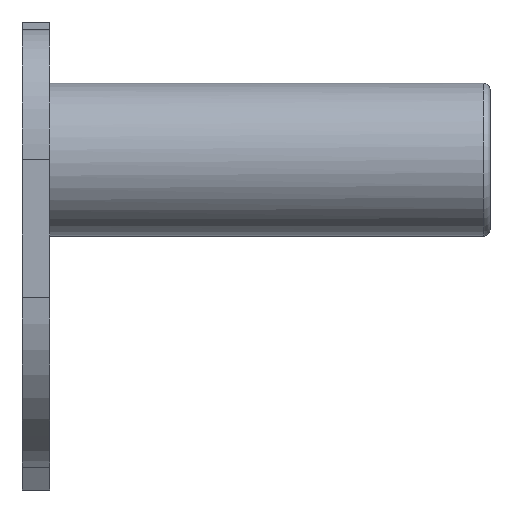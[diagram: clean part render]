
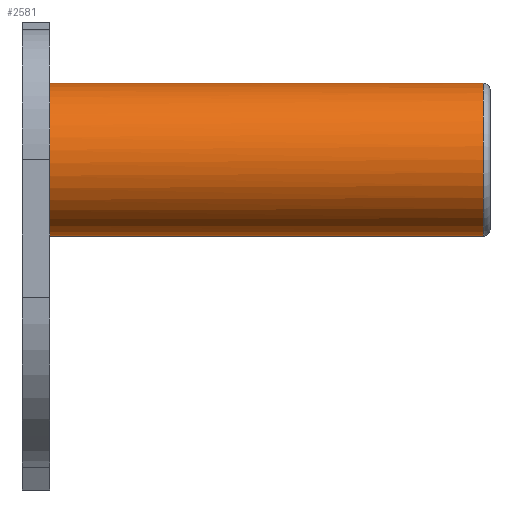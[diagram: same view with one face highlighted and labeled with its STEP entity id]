
A CAD part, left-side view. The second image highlights one B-rep face of the part: STEP entity #2581.
In plain terms, the highlighted cylindrical face has radius 5.56 mm (diameter 11.12 mm), a full revolution.
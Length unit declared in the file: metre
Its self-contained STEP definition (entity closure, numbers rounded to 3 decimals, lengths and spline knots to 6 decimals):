
#61=B_SPLINE_CURVE_WITH_KNOTS('',3,(#4165,#4166,#4167,#4168),
 .UNSPECIFIED.,.F.,.F.,(4,4),(0.,0.00243),.UNSPECIFIED.);
#62=B_SPLINE_CURVE_WITH_KNOTS('',3,(#4169,#4170,#4171,#4172),
 .UNSPECIFIED.,.F.,.F.,(4,4),(0.,0.00243),.UNSPECIFIED.);
#63=B_SPLINE_CURVE_WITH_KNOTS('',3,(#4181,#4182,#4183,#4184),
 .UNSPECIFIED.,.F.,.F.,(4,4),(0.,1.),.UNSPECIFIED.);
#88=CYLINDRICAL_SURFACE('',#2791,0.00556);
#212=LINE('',#4090,#414);
#222=LINE('',#4131,#424);
#238=LINE('',#4177,#440);
#414=VECTOR('',#3194,1.);
#424=VECTOR('',#3226,1.);
#440=VECTOR('',#3252,1.);
#679=ORIENTED_EDGE('',*,*,#1451,.F.);
#680=ORIENTED_EDGE('',*,*,#1467,.F.);
#681=ORIENTED_EDGE('',*,*,#1354,.F.);
#682=ORIENTED_EDGE('',*,*,#1468,.F.);
#683=ORIENTED_EDGE('',*,*,#1431,.T.);
#684=ORIENTED_EDGE('',*,*,#1469,.F.);
#685=ORIENTED_EDGE('',*,*,#1470,.T.);
#686=ORIENTED_EDGE('',*,*,#1471,.F.);
#687=ORIENTED_EDGE('',*,*,#1472,.T.);
#688=ORIENTED_EDGE('',*,*,#1473,.T.);
#1354=EDGE_CURVE('',#1750,#1751,#1990,.T.);
#1431=EDGE_CURVE('',#1828,#1827,#212,.T.);
#1451=EDGE_CURVE('',#1847,#1848,#222,.T.);
#1467=EDGE_CURVE('',#1751,#1847,#61,.T.);
#1468=EDGE_CURVE('',#1828,#1750,#62,.F.);
#1469=EDGE_CURVE('',#1848,#1827,#2023,.F.);
#1470=EDGE_CURVE('',#1863,#1864,#2024,.T.);
#1471=EDGE_CURVE('',#1865,#1864,#238,.T.);
#1472=EDGE_CURVE('',#1865,#1866,#2025,.T.);
#1473=EDGE_CURVE('',#1866,#1863,#63,.F.);
#1750=VERTEX_POINT('',#3925);
#1751=VERTEX_POINT('',#3926);
#1827=VERTEX_POINT('',#4089);
#1828=VERTEX_POINT('',#4091);
#1847=VERTEX_POINT('',#4130);
#1848=VERTEX_POINT('',#4132);
#1863=VERTEX_POINT('',#4175);
#1864=VERTEX_POINT('',#4176);
#1865=VERTEX_POINT('',#4178);
#1866=VERTEX_POINT('',#4180);
#1990=CIRCLE('',#2744,0.00556);
#2023=CIRCLE('',#2792,0.00556);
#2024=CIRCLE('',#2793,0.00556);
#2025=CIRCLE('',#2794,0.00556);
#2179=EDGE_LOOP('',(#679,#680,#681,#682,#683,#684));
#2180=EDGE_LOOP('',(#685,#686,#687,#688));
#2361=FACE_BOUND('',#2179,.T.);
#2362=FACE_BOUND('',#2180,.T.);
#2581=ADVANCED_FACE('',(#2361,#2362),#88,.T.);
#2744=AXIS2_PLACEMENT_3D('',#3924,#3072,#3073);
#2791=AXIS2_PLACEMENT_3D('',#4164,#3246,#3247);
#2792=AXIS2_PLACEMENT_3D('',#4173,#3248,#3249);
#2793=AXIS2_PLACEMENT_3D('',#4174,#3250,#3251);
#2794=AXIS2_PLACEMENT_3D('',#4179,#3253,#3254);
#3072=DIRECTION('',(0.,-1.,0.));
#3073=DIRECTION('',(0.,0.,-1.));
#3194=DIRECTION('',(0.,-1.,0.));
#3226=DIRECTION('',(0.,-1.,0.));
#3246=DIRECTION('',(0.,-1.,0.));
#3247=DIRECTION('',(0.,0.,1.));
#3248=DIRECTION('',(0.,1.,0.));
#3249=DIRECTION('',(0.,0.,1.));
#3250=DIRECTION('',(0.,-1.,0.));
#3251=DIRECTION('',(0.,0.,-1.));
#3252=DIRECTION('',(0.,-1.,0.));
#3253=DIRECTION('',(0.,-1.,0.));
#3254=DIRECTION('',(0.,0.,-1.));
#3924=CARTESIAN_POINT('',(-0.086772,0.052113,0.029105));
#3925=CARTESIAN_POINT('',(-0.084468,0.052113,0.024045));
#3926=CARTESIAN_POINT('',(-0.084468,0.052113,0.034165));
#4089=CARTESIAN_POINT('',(-0.086772,0.021613,0.023545));
#4090=CARTESIAN_POINT('',(-0.086772,0.052115,0.023545));
#4091=CARTESIAN_POINT('',(-0.086772,0.051613,0.023545));
#4130=CARTESIAN_POINT('',(-0.086772,0.051613,0.034665));
#4131=CARTESIAN_POINT('',(-0.086772,0.052115,0.034665));
#4132=CARTESIAN_POINT('',(-0.086772,0.021613,0.034665));
#4164=CARTESIAN_POINT('',(-0.086772,0.052115,0.029105));
#4165=CARTESIAN_POINT('',(-0.084468,0.052113,0.034165));
#4166=CARTESIAN_POINT('',(-0.085214,0.052113,0.034505));
#4167=CARTESIAN_POINT('',(-0.085996,0.051845,0.034665));
#4168=CARTESIAN_POINT('',(-0.086772,0.051613,0.034665));
#4169=CARTESIAN_POINT('',(-0.084468,0.052113,0.024045));
#4170=CARTESIAN_POINT('',(-0.085214,0.052113,0.023705));
#4171=CARTESIAN_POINT('',(-0.085996,0.051845,0.023545));
#4172=CARTESIAN_POINT('',(-0.086772,0.051613,0.023545));
#4173=CARTESIAN_POINT('',(-0.086772,0.021613,0.029105));
#4174=CARTESIAN_POINT('',(-0.086772,0.053113,0.029105));
#4175=CARTESIAN_POINT('',(-0.085391,0.053113,0.034491));
#4176=CARTESIAN_POINT('',(-0.090623,0.053113,0.033116));
#4177=CARTESIAN_POINT('',(-0.090623,0.055113,0.033116));
#4178=CARTESIAN_POINT('',(-0.090623,0.055113,0.033116));
#4179=CARTESIAN_POINT('',(-0.086772,0.055113,0.029105));
#4180=CARTESIAN_POINT('',(-0.085391,0.055113,0.034491));
#4181=CARTESIAN_POINT('',(-0.085391,0.053113,0.034491));
#4182=CARTESIAN_POINT('',(-0.085391,0.053779,0.034491));
#4183=CARTESIAN_POINT('',(-0.085391,0.054446,0.034491));
#4184=CARTESIAN_POINT('',(-0.085391,0.055113,0.034491));
